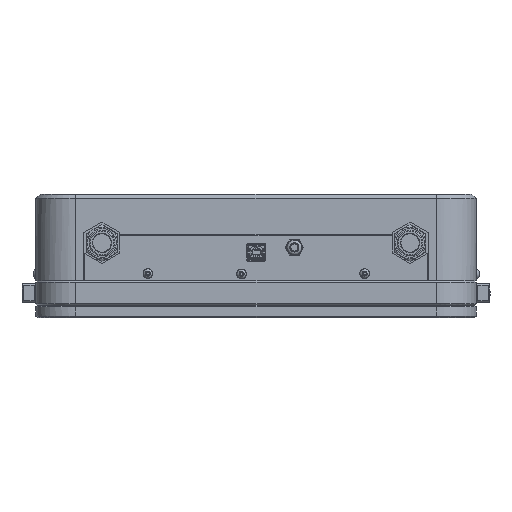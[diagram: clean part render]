
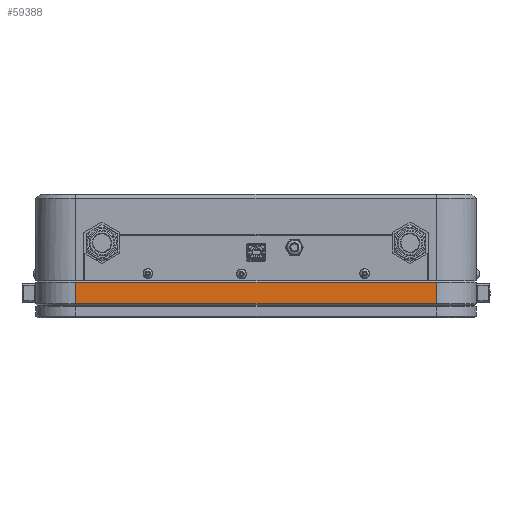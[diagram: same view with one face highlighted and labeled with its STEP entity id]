
A CAD part, left-side view. The second image highlights one B-rep face of the part: STEP entity #59388.
In plain terms, the highlighted planar face has unit normal (-1, 0, 0).
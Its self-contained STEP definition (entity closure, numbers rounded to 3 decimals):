
#3164 = PLANE ( 'NONE',  #72004 ) ;
#6548 = EDGE_CURVE ( 'NONE', #106153, #81208, #65373, .T. ) ;
#6623 = B_SPLINE_CURVE_WITH_KNOTS ( 'NONE', 3,
 ( #55767, #107017, #26498, #95695 ),
 .UNSPECIFIED., .F., .F.,
 ( 4, 4 ),
 ( 0., 1. ),
 .UNSPECIFIED. ) ;
#18074 = CARTESIAN_POINT ( 'NONE',  ( -191.538, 135.697, 278.967 ) ) ;
#19519 = ORIENTED_EDGE ( 'NONE', *, *, #6548, .T. ) ;
#24828 = CARTESIAN_POINT ( 'NONE',  ( -191.538, 135.697, 278.967 ) ) ;
#26498 = CARTESIAN_POINT ( 'NONE',  ( -191.538, -30.589, 293.967 ) ) ;
#28602 = CARTESIAN_POINT ( 'NONE',  ( -191.538, -113.731, 278.967 ) ) ;
#29604 = EDGE_LOOP ( 'NONE', ( #54565, #76889, #19519, #128628 ) ) ;
#37449 = CARTESIAN_POINT ( 'NONE',  ( -191.538, 52.554, 278.967 ) ) ;
#43014 = VERTEX_POINT ( 'NONE', #45065 ) ;
#45065 = CARTESIAN_POINT ( 'NONE',  ( -191.538, -113.731, 293.967 ) ) ;
#50452 = CARTESIAN_POINT ( 'NONE',  ( -191.538, -113.731, 278.967 ) ) ;
#51792 = FACE_OUTER_BOUND ( 'NONE', #29604, .T. ) ;
#52181 = EDGE_CURVE ( 'NONE', #106153, #57984, #107741, .T. ) ;
#54565 = ORIENTED_EDGE ( 'NONE', *, *, #64432, .F. ) ;
#55443 = CARTESIAN_POINT ( 'NONE',  ( -191.538, 135.697, 293.967 ) ) ;
#55767 = CARTESIAN_POINT ( 'NONE',  ( -191.538, 135.697, 293.967 ) ) ;
#57984 = VERTEX_POINT ( 'NONE', #131473 ) ;
#59388 = ADVANCED_FACE ( 'NONE', ( #51792 ), #3164, .F. ) ;
#60437 = CARTESIAN_POINT ( 'NONE',  ( -191.538, -113.731, 288.967 ) ) ;
#64432 = EDGE_CURVE ( 'NONE', #57984, #43014, #6623, .T. ) ;
#65373 = B_SPLINE_CURVE_WITH_KNOTS ( 'NONE', 3,
 ( #18074, #37449, #88635, #76703 ),
 .UNSPECIFIED., .F., .F.,
 ( 4, 4 ),
 ( 0., 1. ),
 .UNSPECIFIED. ) ;
#65421 = CARTESIAN_POINT ( 'NONE',  ( -191.538, 135.697, 288.967 ) ) ;
#70437 = CARTESIAN_POINT ( 'NONE',  ( -191.538, -113.731, 293.967 ) ) ;
#72004 = AXIS2_PLACEMENT_3D ( 'NONE', #93669, #124250, #124895 ) ;
#76703 = CARTESIAN_POINT ( 'NONE',  ( -191.538, -113.731, 278.967 ) ) ;
#76889 = ORIENTED_EDGE ( 'NONE', *, *, #52181, .F. ) ;
#76954 = CARTESIAN_POINT ( 'NONE',  ( -191.538, 135.697, 278.967 ) ) ;
#81208 = VERTEX_POINT ( 'NONE', #28602 ) ;
#84085 = CARTESIAN_POINT ( 'NONE',  ( -191.538, 135.697, 283.967 ) ) ;
#88635 = CARTESIAN_POINT ( 'NONE',  ( -191.538, -30.589, 278.967 ) ) ;
#93669 = CARTESIAN_POINT ( 'NONE',  ( -191.538, -141.417, 277.967 ) ) ;
#95695 = CARTESIAN_POINT ( 'NONE',  ( -191.538, -113.731, 293.967 ) ) ;
#101037 = CARTESIAN_POINT ( 'NONE',  ( -191.538, -113.731, 283.967 ) ) ;
#105441 = EDGE_CURVE ( 'NONE', #43014, #81208, #113139, .T. ) ;
#106153 = VERTEX_POINT ( 'NONE', #76954 ) ;
#107017 = CARTESIAN_POINT ( 'NONE',  ( -191.538, 52.554, 293.967 ) ) ;
#107741 = B_SPLINE_CURVE_WITH_KNOTS ( 'NONE', 3,
 ( #24828, #84085, #65421, #55443 ),
 .UNSPECIFIED., .F., .F.,
 ( 4, 4 ),
 ( 0., 1. ),
 .UNSPECIFIED. ) ;
#113139 = B_SPLINE_CURVE_WITH_KNOTS ( 'NONE', 3,
 ( #70437, #60437, #101037, #50452 ),
 .UNSPECIFIED., .F., .F.,
 ( 4, 4 ),
 ( 0., 1. ),
 .UNSPECIFIED. ) ;
#124250 = DIRECTION ( 'NONE',  ( 1., 0., 0. ) ) ;
#124895 = DIRECTION ( 'NONE',  ( 0., 1., 0. ) ) ;
#128628 = ORIENTED_EDGE ( 'NONE', *, *, #105441, .F. ) ;
#131473 = CARTESIAN_POINT ( 'NONE',  ( -191.538, 135.697, 293.967 ) ) ;
